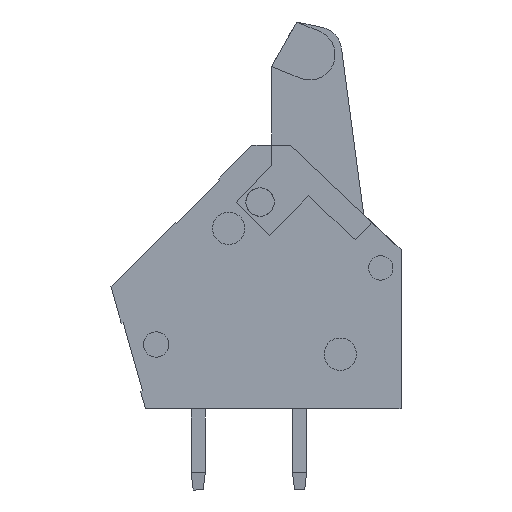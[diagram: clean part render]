
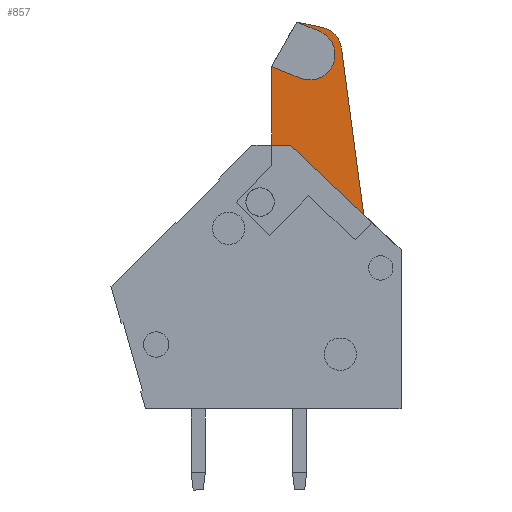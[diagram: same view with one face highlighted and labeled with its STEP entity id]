
A CAD part, left-side view. The second image highlights one B-rep face of the part: STEP entity #857.
In plain terms, the highlighted face is planar.
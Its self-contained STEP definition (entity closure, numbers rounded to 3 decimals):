
#857 = ADVANCED_FACE( '', ( #1668, #1669 ), #1670, .T. );
#1668 = FACE_OUTER_BOUND( '', #2485, .T. );
#1669 = FACE_BOUND( '', #2486, .T. );
#1670 = PLANE( '', #2487 );
#2485 = EDGE_LOOP( '', ( #4516, #4517, #4518, #4519, #4520, #4521, #4522, #4523, #4524, #4525, #4526, #4527, #4528 ) );
#2486 = EDGE_LOOP( '', ( #4529 ) );
#2487 = AXIS2_PLACEMENT_3D( '', #4530, #4531, #4532 );
#4516 = ORIENTED_EDGE( '', *, *, #5112, .F. );
#4517 = ORIENTED_EDGE( '', *, *, #5360, .F. );
#4518 = ORIENTED_EDGE( '', *, *, #5642, .F. );
#4519 = ORIENTED_EDGE( '', *, *, #5052, .F. );
#4520 = ORIENTED_EDGE( '', *, *, #5300, .F. );
#4521 = ORIENTED_EDGE( '', *, *, #5446, .F. );
#4522 = ORIENTED_EDGE( '', *, *, #5356, .F. );
#4523 = ORIENTED_EDGE( '', *, *, #5288, .F. );
#4524 = ORIENTED_EDGE( '', *, *, #5668, .F. );
#4525 = ORIENTED_EDGE( '', *, *, #5644, .F. );
#4526 = ORIENTED_EDGE( '', *, *, #5580, .F. );
#4527 = ORIENTED_EDGE( '', *, *, #5583, .F. );
#4528 = ORIENTED_EDGE( '', *, *, #5542, .F. );
#4529 = ORIENTED_EDGE( '', *, *, #5568, .T. );
#4530 = CARTESIAN_POINT( '', ( 0.785, 0.75, 5.726 ) );
#4531 = DIRECTION( '', ( 0., 1., 0. ) );
#4532 = DIRECTION( '', ( 0., 0., 1. ) );
#5052 = EDGE_CURVE( '', #6078, #6080, #6081, .T. );
#5112 = EDGE_CURVE( '', #6185, #6187, #6188, .T. );
#5288 = EDGE_CURVE( '', #6464, #6466, #6467, .T. );
#5300 = EDGE_CURVE( '', #6482, #6078, #6484, .T. );
#5356 = EDGE_CURVE( '', #6466, #6560, #6561, .T. );
#5360 = EDGE_CURVE( '', #6553, #6185, #6566, .T. );
#5446 = EDGE_CURVE( '', #6560, #6482, #6679, .T. );
#5542 = EDGE_CURVE( '', #6187, #6546, #6810, .T. );
#5568 = EDGE_CURVE( '', #6840, #6840, #6841, .T. );
#5580 = EDGE_CURVE( '', #6853, #6855, #6856, .T. );
#5583 = EDGE_CURVE( '', #6546, #6853, #6859, .T. );
#5642 = EDGE_CURVE( '', #6080, #6553, #6924, .T. );
#5644 = EDGE_CURVE( '', #6855, #6926, #6927, .T. );
#5668 = EDGE_CURVE( '', #6926, #6464, #6951, .T. );
#6078 = VERTEX_POINT( '', #7524 );
#6080 = VERTEX_POINT( '', #7527 );
#6081 = LINE( '', #7528, #7529 );
#6185 = VERTEX_POINT( '', #7671 );
#6187 = VERTEX_POINT( '', #7674 );
#6188 = CIRCLE( '', #7675, 1.25 );
#6464 = VERTEX_POINT( '', #8059 );
#6466 = VERTEX_POINT( '', #8062 );
#6467 = LINE( '', #8063, #8064 );
#6482 = VERTEX_POINT( '', #8084 );
#6484 = CIRCLE( '', #8087, 0.85 );
#6546 = VERTEX_POINT( '', #8184 );
#6553 = VERTEX_POINT( '', #8195 );
#6560 = VERTEX_POINT( '', #8206 );
#6561 = LINE( '', #8207, #8208 );
#6566 = LINE( '', #8215, #8216 );
#6679 = LINE( '', #8402, #8403 );
#6810 = LINE( '', #8592, #8593 );
#6840 = VERTEX_POINT( '', #8634 );
#6841 = CIRCLE( '', #8635, 0.7 );
#6853 = VERTEX_POINT( '', #8652 );
#6855 = VERTEX_POINT( '', #8655 );
#6856 = CIRCLE( '', #8656, 1.204 );
#6859 = LINE( '', #8660, #8661 );
#6924 = LINE( '', #8755, #8756 );
#6926 = VERTEX_POINT( '', #8758 );
#6927 = LINE( '', #8759, #8760 );
#6951 = CIRCLE( '', #8791, 0.8 );
#7524 = CARTESIAN_POINT( '', ( 2.373, 0.75, -1.445 ) );
#7527 = CARTESIAN_POINT( '', ( 1.477, 0.75, 0. ) );
#7528 = CARTESIAN_POINT( '', ( 2.373, 0.75, -1.445 ) );
#7529 = VECTOR( '', #9078, 1000. );
#7671 = CARTESIAN_POINT( '', ( 1.002, 0.75, 4.495 ) );
#7674 = CARTESIAN_POINT( '', ( 0.568, 0.75, 6.957 ) );
#7675 = AXIS2_PLACEMENT_3D( '', #9154, #9155, #9156 );
#8059 = CARTESIAN_POINT( '', ( -2.417, 0.75, -2.635 ) );
#8062 = CARTESIAN_POINT( '', ( -1.716, 0.75, -2.243 ) );
#8063 = CARTESIAN_POINT( '', ( -2.417, 0.75, -2.635 ) );
#8064 = VECTOR( '', #9347, 1000. );
#8084 = CARTESIAN_POINT( '', ( 1.235, 0.75, -2.635 ) );
#8087 = AXIS2_PLACEMENT_3D( '', #9357, #9358, #9359 );
#8184 = CARTESIAN_POINT( '', ( 1.75, 0.75, 7.165 ) );
#8195 = CARTESIAN_POINT( '', ( 2.5, 0.75, 4.759 ) );
#8206 = CARTESIAN_POINT( '', ( 0.534, 0.75, -2.243 ) );
#8207 = CARTESIAN_POINT( '', ( -1.716, 0.75, -2.243 ) );
#8208 = VECTOR( '', #9409, 1000. );
#8215 = CARTESIAN_POINT( '', ( 2.5, 0.75, 4.759 ) );
#8216 = VECTOR( '', #9412, 1000. );
#8402 = CARTESIAN_POINT( '', ( 0.534, 0.75, -2.243 ) );
#8403 = VECTOR( '', #9483, 1000. );
#8592 = CARTESIAN_POINT( '', ( 0.568, 0.75, 6.957 ) );
#8593 = VECTOR( '', #9581, 1000. );
#8634 = CARTESIAN_POINT( '', ( 2.35, 0.75, -1.893 ) );
#8635 = AXIS2_PLACEMENT_3D( '', #9605, #9606, #9607 );
#8652 = CARTESIAN_POINT( '', ( 0.45, 0.75, 7.165 ) );
#8655 = CARTESIAN_POINT( '', ( -0.683, 0.75, 6.367 ) );
#8656 = AXIS2_PLACEMENT_3D( '', #9614, #9615, #9616 );
#8660 = CARTESIAN_POINT( '', ( 1.75, 0.75, 7.165 ) );
#8661 = VECTOR( '', #9618, 1000. );
#8755 = CARTESIAN_POINT( '', ( 1.477, 0.75, 0. ) );
#8756 = VECTOR( '', #9657, 1000. );
#8758 = CARTESIAN_POINT( '', ( -3.561, 0.75, -1.667 ) );
#8759 = CARTESIAN_POINT( '', ( -0.683, 0.75, 6.367 ) );
#8760 = VECTOR( '', #9658, 1000. );
#8791 = AXIS2_PLACEMENT_3D( '', #9669, #9670, #9671 );
#9078 = DIRECTION( '', ( -0.527, 0., 0.85 ) );
#9154 = CARTESIAN_POINT( '', ( 0.785, 0.75, 5.726 ) );
#9155 = DIRECTION( '', ( 0., 1., 0. ) );
#9156 = DIRECTION( '', ( 1., 0., 0. ) );
#9347 = DIRECTION( '', ( 0.873, 0., 0.488 ) );
#9357 = CARTESIAN_POINT( '', ( 1.65, 0.75, -1.893 ) );
#9358 = DIRECTION( '', ( 0., -1., 0. ) );
#9359 = DIRECTION( '', ( -1., 0., 0. ) );
#9409 = DIRECTION( '', ( 1., 0., 0. ) );
#9412 = DIRECTION( '', ( -0.985, 0., -0.174 ) );
#9483 = DIRECTION( '', ( 0.873, 0., -0.488 ) );
#9581 = DIRECTION( '', ( 0.985, 0., 0.174 ) );
#9605 = CARTESIAN_POINT( '', ( 1.65, 0.75, -1.893 ) );
#9606 = DIRECTION( '', ( 0., -1., 0. ) );
#9607 = DIRECTION( '', ( 1., 0., 0. ) );
#9614 = CARTESIAN_POINT( '', ( 0.45, 0.75, 5.961 ) );
#9615 = DIRECTION( '', ( 0., -1., 0. ) );
#9616 = DIRECTION( '', ( 1., 0., 0. ) );
#9618 = DIRECTION( '', ( -1., 0., 0. ) );
#9657 = DIRECTION( '', ( 0.21, 0., 0.978 ) );
#9658 = DIRECTION( '', ( -0.337, 0., -0.941 ) );
#9669 = CARTESIAN_POINT( '', ( -2.808, 0.75, -1.936 ) );
#9670 = DIRECTION( '', ( 0., -1., 0. ) );
#9671 = DIRECTION( '', ( 1., 0., 0. ) );
